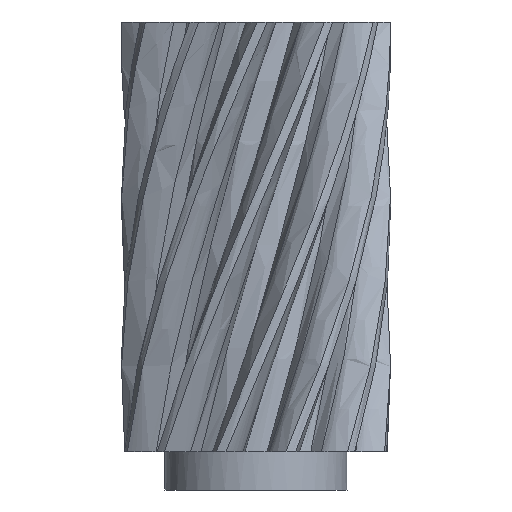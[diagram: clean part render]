
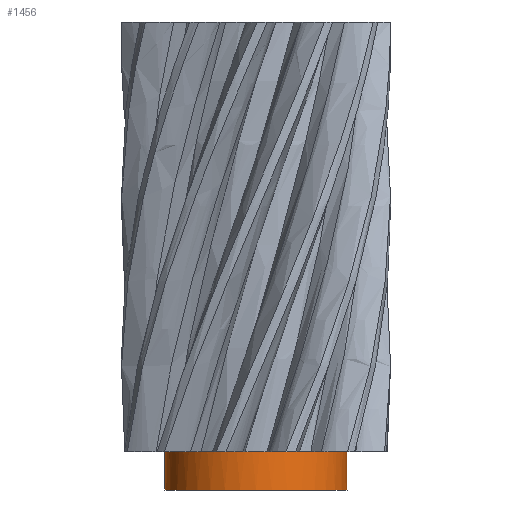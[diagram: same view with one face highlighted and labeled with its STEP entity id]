
A CAD part, front view. The second image highlights one B-rep face of the part: STEP entity #1456.
In plain terms, the highlighted cylindrical face has radius 3.549 mm (diameter 7.098 mm), a full revolution.
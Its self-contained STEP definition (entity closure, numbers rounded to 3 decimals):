
#229=FACE_OUTER_BOUND('',#319,.T.);
#319=EDGE_LOOP('',(#982,#983,#984,#985,#986,#987,#988,#989,#990,#991,#992,
#993,#994,#995,#996,#997,#998,#999,#1000,#1001,#1002,#1003,#1004,#1005,
#1006,#1007,#1008,#1009));
#413=LINE('',#1900,#466);
#466=VECTOR('',#1658,3.549);
#517=CIRCLE('',#1563,3.549);
#518=CIRCLE('',#1564,3.549);
#519=CIRCLE('',#1565,3.549);
#520=CIRCLE('',#1566,3.549);
#521=CIRCLE('',#1567,3.549);
#522=CIRCLE('',#1568,3.549);
#523=CIRCLE('',#1569,3.549);
#524=CIRCLE('',#1570,3.549);
#525=CIRCLE('',#1571,3.549);
#526=CIRCLE('',#1572,3.549);
#527=CIRCLE('',#1573,3.549);
#528=CIRCLE('',#1574,3.549);
#529=CIRCLE('',#1575,3.549);
#530=CIRCLE('',#1576,3.549);
#531=CIRCLE('',#1577,3.549);
#532=CIRCLE('',#1578,3.549);
#533=CIRCLE('',#1579,3.549);
#534=CIRCLE('',#1580,3.549);
#535=CIRCLE('',#1581,3.549);
#536=CIRCLE('',#1582,3.549);
#537=CIRCLE('',#1583,3.549);
#538=CIRCLE('',#1584,3.549);
#539=CIRCLE('',#1585,3.549);
#540=CIRCLE('',#1586,3.549);
#541=CIRCLE('',#1587,3.549);
#542=CIRCLE('',#1588,3.549);
#586=VERTEX_POINT('',#1897);
#587=VERTEX_POINT('',#1899);
#588=VERTEX_POINT('',#1901);
#589=VERTEX_POINT('',#1903);
#590=VERTEX_POINT('',#1905);
#591=VERTEX_POINT('',#1907);
#592=VERTEX_POINT('',#1909);
#593=VERTEX_POINT('',#1911);
#594=VERTEX_POINT('',#1913);
#595=VERTEX_POINT('',#1915);
#596=VERTEX_POINT('',#1917);
#597=VERTEX_POINT('',#1919);
#598=VERTEX_POINT('',#1921);
#599=VERTEX_POINT('',#1923);
#600=VERTEX_POINT('',#1925);
#601=VERTEX_POINT('',#1927);
#602=VERTEX_POINT('',#1929);
#603=VERTEX_POINT('',#1931);
#604=VERTEX_POINT('',#1933);
#605=VERTEX_POINT('',#1935);
#606=VERTEX_POINT('',#1937);
#607=VERTEX_POINT('',#1939);
#608=VERTEX_POINT('',#1941);
#609=VERTEX_POINT('',#1943);
#610=VERTEX_POINT('',#1945);
#611=VERTEX_POINT('',#1947);
#740=EDGE_CURVE('',#586,#586,#517,.T.);
#741=EDGE_CURVE('',#586,#587,#413,.T.);
#742=EDGE_CURVE('',#587,#588,#518,.T.);
#743=EDGE_CURVE('',#589,#588,#519,.T.);
#744=EDGE_CURVE('',#589,#590,#520,.T.);
#745=EDGE_CURVE('',#591,#590,#521,.T.);
#746=EDGE_CURVE('',#591,#592,#522,.T.);
#747=EDGE_CURVE('',#593,#592,#523,.T.);
#748=EDGE_CURVE('',#593,#594,#524,.T.);
#749=EDGE_CURVE('',#595,#594,#525,.T.);
#750=EDGE_CURVE('',#595,#596,#526,.T.);
#751=EDGE_CURVE('',#597,#596,#527,.T.);
#752=EDGE_CURVE('',#597,#598,#528,.T.);
#753=EDGE_CURVE('',#599,#598,#529,.T.);
#754=EDGE_CURVE('',#599,#600,#530,.T.);
#755=EDGE_CURVE('',#601,#600,#531,.T.);
#756=EDGE_CURVE('',#601,#602,#532,.T.);
#757=EDGE_CURVE('',#603,#602,#533,.T.);
#758=EDGE_CURVE('',#603,#604,#534,.T.);
#759=EDGE_CURVE('',#605,#604,#535,.T.);
#760=EDGE_CURVE('',#605,#606,#536,.T.);
#761=EDGE_CURVE('',#607,#606,#537,.T.);
#762=EDGE_CURVE('',#607,#608,#538,.T.);
#763=EDGE_CURVE('',#609,#608,#539,.T.);
#764=EDGE_CURVE('',#609,#610,#540,.T.);
#765=EDGE_CURVE('',#611,#610,#541,.T.);
#766=EDGE_CURVE('',#611,#587,#542,.T.);
#982=ORIENTED_EDGE('',*,*,#740,.F.);
#983=ORIENTED_EDGE('',*,*,#741,.T.);
#984=ORIENTED_EDGE('',*,*,#742,.T.);
#985=ORIENTED_EDGE('',*,*,#743,.F.);
#986=ORIENTED_EDGE('',*,*,#744,.T.);
#987=ORIENTED_EDGE('',*,*,#745,.F.);
#988=ORIENTED_EDGE('',*,*,#746,.T.);
#989=ORIENTED_EDGE('',*,*,#747,.F.);
#990=ORIENTED_EDGE('',*,*,#748,.T.);
#991=ORIENTED_EDGE('',*,*,#749,.F.);
#992=ORIENTED_EDGE('',*,*,#750,.T.);
#993=ORIENTED_EDGE('',*,*,#751,.F.);
#994=ORIENTED_EDGE('',*,*,#752,.T.);
#995=ORIENTED_EDGE('',*,*,#753,.F.);
#996=ORIENTED_EDGE('',*,*,#754,.T.);
#997=ORIENTED_EDGE('',*,*,#755,.F.);
#998=ORIENTED_EDGE('',*,*,#756,.T.);
#999=ORIENTED_EDGE('',*,*,#757,.F.);
#1000=ORIENTED_EDGE('',*,*,#758,.T.);
#1001=ORIENTED_EDGE('',*,*,#759,.F.);
#1002=ORIENTED_EDGE('',*,*,#760,.T.);
#1003=ORIENTED_EDGE('',*,*,#761,.F.);
#1004=ORIENTED_EDGE('',*,*,#762,.T.);
#1005=ORIENTED_EDGE('',*,*,#763,.F.);
#1006=ORIENTED_EDGE('',*,*,#764,.T.);
#1007=ORIENTED_EDGE('',*,*,#765,.F.);
#1008=ORIENTED_EDGE('',*,*,#766,.T.);
#1009=ORIENTED_EDGE('',*,*,#741,.F.);
#1453=CYLINDRICAL_SURFACE('',#1562,3.549);
#1456=ADVANCED_FACE('',(#229),#1453,.T.);
#1562=AXIS2_PLACEMENT_3D('',#1896,#1654,#1655);
#1563=AXIS2_PLACEMENT_3D('',#1898,#1656,#1657);
#1564=AXIS2_PLACEMENT_3D('',#1902,#1659,#1660);
#1565=AXIS2_PLACEMENT_3D('',#1904,#1661,#1662);
#1566=AXIS2_PLACEMENT_3D('',#1906,#1663,#1664);
#1567=AXIS2_PLACEMENT_3D('',#1908,#1665,#1666);
#1568=AXIS2_PLACEMENT_3D('',#1910,#1667,#1668);
#1569=AXIS2_PLACEMENT_3D('',#1912,#1669,#1670);
#1570=AXIS2_PLACEMENT_3D('',#1914,#1671,#1672);
#1571=AXIS2_PLACEMENT_3D('',#1916,#1673,#1674);
#1572=AXIS2_PLACEMENT_3D('',#1918,#1675,#1676);
#1573=AXIS2_PLACEMENT_3D('',#1920,#1677,#1678);
#1574=AXIS2_PLACEMENT_3D('',#1922,#1679,#1680);
#1575=AXIS2_PLACEMENT_3D('',#1924,#1681,#1682);
#1576=AXIS2_PLACEMENT_3D('',#1926,#1683,#1684);
#1577=AXIS2_PLACEMENT_3D('',#1928,#1685,#1686);
#1578=AXIS2_PLACEMENT_3D('',#1930,#1687,#1688);
#1579=AXIS2_PLACEMENT_3D('',#1932,#1689,#1690);
#1580=AXIS2_PLACEMENT_3D('',#1934,#1691,#1692);
#1581=AXIS2_PLACEMENT_3D('',#1936,#1693,#1694);
#1582=AXIS2_PLACEMENT_3D('',#1938,#1695,#1696);
#1583=AXIS2_PLACEMENT_3D('',#1940,#1697,#1698);
#1584=AXIS2_PLACEMENT_3D('',#1942,#1699,#1700);
#1585=AXIS2_PLACEMENT_3D('',#1944,#1701,#1702);
#1586=AXIS2_PLACEMENT_3D('',#1946,#1703,#1704);
#1587=AXIS2_PLACEMENT_3D('',#1948,#1705,#1706);
#1588=AXIS2_PLACEMENT_3D('',#1949,#1707,#1708);
#1654=DIRECTION('center_axis',(0.,0.,-1.));
#1655=DIRECTION('ref_axis',(1.,0.,0.));
#1656=DIRECTION('center_axis',(0.,0.,-1.));
#1657=DIRECTION('ref_axis',(1.,0.,0.));
#1658=DIRECTION('',(0.,0.,1.));
#1659=DIRECTION('center_axis',(0.,0.,-1.));
#1660=DIRECTION('ref_axis',(0.966,0.259,0.));
#1661=DIRECTION('center_axis',(0.,0.,1.));
#1662=DIRECTION('ref_axis',(1.,0.,0.));
#1663=DIRECTION('center_axis',(0.,0.,-1.));
#1664=DIRECTION('ref_axis',(0.966,0.259,0.));
#1665=DIRECTION('center_axis',(0.,0.,1.));
#1666=DIRECTION('ref_axis',(1.,0.,0.));
#1667=DIRECTION('center_axis',(0.,0.,-1.));
#1668=DIRECTION('ref_axis',(0.966,0.259,0.));
#1669=DIRECTION('center_axis',(0.,0.,1.));
#1670=DIRECTION('ref_axis',(1.,0.,0.));
#1671=DIRECTION('center_axis',(0.,0.,-1.));
#1672=DIRECTION('ref_axis',(0.966,0.259,0.));
#1673=DIRECTION('center_axis',(0.,0.,1.));
#1674=DIRECTION('ref_axis',(1.,0.,0.));
#1675=DIRECTION('center_axis',(0.,0.,-1.));
#1676=DIRECTION('ref_axis',(0.966,0.259,0.));
#1677=DIRECTION('center_axis',(0.,0.,1.));
#1678=DIRECTION('ref_axis',(1.,0.,0.));
#1679=DIRECTION('center_axis',(0.,0.,-1.));
#1680=DIRECTION('ref_axis',(0.966,0.259,0.));
#1681=DIRECTION('center_axis',(0.,0.,1.));
#1682=DIRECTION('ref_axis',(1.,0.,0.));
#1683=DIRECTION('center_axis',(0.,0.,-1.));
#1684=DIRECTION('ref_axis',(0.966,0.259,0.));
#1685=DIRECTION('center_axis',(0.,0.,1.));
#1686=DIRECTION('ref_axis',(1.,0.,0.));
#1687=DIRECTION('center_axis',(0.,0.,-1.));
#1688=DIRECTION('ref_axis',(0.966,0.259,0.));
#1689=DIRECTION('center_axis',(0.,0.,1.));
#1690=DIRECTION('ref_axis',(1.,0.,0.));
#1691=DIRECTION('center_axis',(0.,0.,-1.));
#1692=DIRECTION('ref_axis',(0.966,0.259,0.));
#1693=DIRECTION('center_axis',(0.,0.,1.));
#1694=DIRECTION('ref_axis',(1.,0.,0.));
#1695=DIRECTION('center_axis',(0.,0.,-1.));
#1696=DIRECTION('ref_axis',(0.966,0.259,0.));
#1697=DIRECTION('center_axis',(0.,0.,1.));
#1698=DIRECTION('ref_axis',(1.,0.,0.));
#1699=DIRECTION('center_axis',(0.,0.,-1.));
#1700=DIRECTION('ref_axis',(0.966,0.259,0.));
#1701=DIRECTION('center_axis',(0.,0.,1.));
#1702=DIRECTION('ref_axis',(1.,0.,0.));
#1703=DIRECTION('center_axis',(0.,0.,-1.));
#1704=DIRECTION('ref_axis',(0.966,0.259,0.));
#1705=DIRECTION('center_axis',(0.,0.,1.));
#1706=DIRECTION('ref_axis',(1.,0.,0.));
#1707=DIRECTION('center_axis',(0.,0.,-1.));
#1708=DIRECTION('ref_axis',(0.966,0.259,0.));
#1896=CARTESIAN_POINT('Origin',(100.,-160.,1.75));
#1897=CARTESIAN_POINT('',(96.451,-160.,0.25));
#1898=CARTESIAN_POINT('Origin',(100.,-160.,0.25));
#1899=CARTESIAN_POINT('',(96.451,-160.,1.75));
#1900=CARTESIAN_POINT('',(96.451,-160.,1.75));
#1901=CARTESIAN_POINT('',(96.477,-159.566,1.75));
#1902=CARTESIAN_POINT('Origin',(100.,-160.,1.75));
#1903=CARTESIAN_POINT('',(96.732,-158.614,1.75));
#1904=CARTESIAN_POINT('Origin',(100.,-160.,1.75));
#1905=CARTESIAN_POINT('',(97.166,-157.863,1.75));
#1906=CARTESIAN_POINT('Origin',(100.,-160.,1.75));
#1907=CARTESIAN_POINT('',(97.863,-157.166,1.75));
#1908=CARTESIAN_POINT('Origin',(100.,-160.,1.75));
#1909=CARTESIAN_POINT('',(98.614,-156.732,1.75));
#1910=CARTESIAN_POINT('Origin',(100.,-160.,1.75));
#1911=CARTESIAN_POINT('',(99.566,-156.477,1.75));
#1912=CARTESIAN_POINT('Origin',(100.,-160.,1.75));
#1913=CARTESIAN_POINT('',(100.434,-156.477,1.75));
#1914=CARTESIAN_POINT('Origin',(100.,-160.,1.75));
#1915=CARTESIAN_POINT('',(101.386,-156.732,1.75));
#1916=CARTESIAN_POINT('Origin',(100.,-160.,1.75));
#1917=CARTESIAN_POINT('',(102.137,-157.166,1.75));
#1918=CARTESIAN_POINT('Origin',(100.,-160.,1.75));
#1919=CARTESIAN_POINT('',(102.834,-157.863,1.75));
#1920=CARTESIAN_POINT('Origin',(100.,-160.,1.75));
#1921=CARTESIAN_POINT('',(103.268,-158.614,1.75));
#1922=CARTESIAN_POINT('Origin',(100.,-160.,1.75));
#1923=CARTESIAN_POINT('',(103.523,-159.566,1.75));
#1924=CARTESIAN_POINT('Origin',(100.,-160.,1.75));
#1925=CARTESIAN_POINT('',(103.523,-160.434,1.75));
#1926=CARTESIAN_POINT('Origin',(100.,-160.,1.75));
#1927=CARTESIAN_POINT('',(103.268,-161.386,1.75));
#1928=CARTESIAN_POINT('Origin',(100.,-160.,1.75));
#1929=CARTESIAN_POINT('',(102.834,-162.137,1.75));
#1930=CARTESIAN_POINT('Origin',(100.,-160.,1.75));
#1931=CARTESIAN_POINT('',(102.137,-162.834,1.75));
#1932=CARTESIAN_POINT('Origin',(100.,-160.,1.75));
#1933=CARTESIAN_POINT('',(101.386,-163.268,1.75));
#1934=CARTESIAN_POINT('Origin',(100.,-160.,1.75));
#1935=CARTESIAN_POINT('',(100.434,-163.523,1.75));
#1936=CARTESIAN_POINT('Origin',(100.,-160.,1.75));
#1937=CARTESIAN_POINT('',(99.566,-163.523,1.75));
#1938=CARTESIAN_POINT('Origin',(100.,-160.,1.75));
#1939=CARTESIAN_POINT('',(98.614,-163.268,1.75));
#1940=CARTESIAN_POINT('Origin',(100.,-160.,1.75));
#1941=CARTESIAN_POINT('',(97.863,-162.834,1.75));
#1942=CARTESIAN_POINT('Origin',(100.,-160.,1.75));
#1943=CARTESIAN_POINT('',(97.166,-162.137,1.75));
#1944=CARTESIAN_POINT('Origin',(100.,-160.,1.75));
#1945=CARTESIAN_POINT('',(96.732,-161.386,1.75));
#1946=CARTESIAN_POINT('Origin',(100.,-160.,1.75));
#1947=CARTESIAN_POINT('',(96.477,-160.434,1.75));
#1948=CARTESIAN_POINT('Origin',(100.,-160.,1.75));
#1949=CARTESIAN_POINT('Origin',(100.,-160.,1.75));
